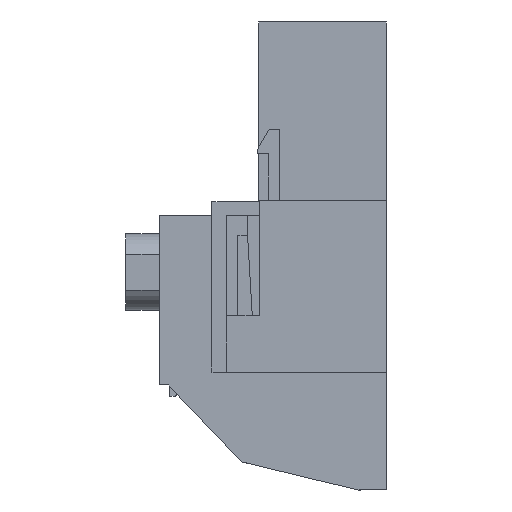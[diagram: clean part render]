
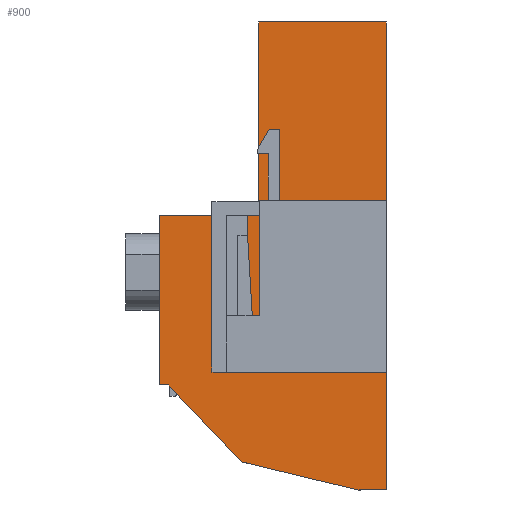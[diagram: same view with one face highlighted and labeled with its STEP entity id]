
A CAD part, left-side view. The second image highlights one B-rep face of the part: STEP entity #900.
In plain terms, the highlighted planar face has unit normal (-1, 0, 0).
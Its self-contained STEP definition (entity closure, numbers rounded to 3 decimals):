
#824=AXIS2_PLACEMENT_3D('Plane Axis2P3D',#821,#822,#823) ;
#180=CARTESIAN_POINT('Vertex',(7.62,0.,0.)) ;
#183=CARTESIAN_POINT('Line Origine',(7.62,1.25,0.)) ;
#187=CARTESIAN_POINT('Vertex',(7.62,2.5,0.)) ;
#348=CARTESIAN_POINT('Line Origine',(7.62,7.675,1.25)) ;
#352=CARTESIAN_POINT('Vertex',(7.62,12.85,2.5)) ;
#513=CARTESIAN_POINT('Vertex',(7.62,0.,41.45)) ;
#516=CARTESIAN_POINT('Line Origine',(7.62,0.,33.55)) ;
#520=CARTESIAN_POINT('Vertex',(7.62,0.,25.65)) ;
#527=CARTESIAN_POINT('Vertex',(7.62,0.,12.13)) ;
#530=CARTESIAN_POINT('Line Origine',(7.62,0.,6.065)) ;
#821=CARTESIAN_POINT('Axis2P3D Location',(7.62,0.,41.45)) ;
#826=CARTESIAN_POINT('Line Origine',(7.62,5.625,12.13)) ;
#830=CARTESIAN_POINT('Vertex',(7.62,11.25,12.13)) ;
#833=CARTESIAN_POINT('Line Origine',(7.62,11.25,18.89)) ;
#837=CARTESIAN_POINT('Vertex',(7.62,11.25,25.65)) ;
#840=CARTESIAN_POINT('Line Origine',(7.62,5.625,25.65)) ;
#845=CARTESIAN_POINT('Line Origine',(7.62,5.65,41.45)) ;
#849=CARTESIAN_POINT('Vertex',(7.62,11.3,41.45)) ;
#852=CARTESIAN_POINT('Line Origine',(7.62,11.3,32.875)) ;
#856=CARTESIAN_POINT('Vertex',(7.62,11.3,24.3)) ;
#859=CARTESIAN_POINT('Line Origine',(7.62,15.7,24.3)) ;
#863=CARTESIAN_POINT('Vertex',(7.62,20.1,24.3)) ;
#866=CARTESIAN_POINT('Line Origine',(7.62,20.1,16.8)) ;
#870=CARTESIAN_POINT('Vertex',(7.62,20.1,9.3)) ;
#873=CARTESIAN_POINT('Line Origine',(7.62,19.7,9.3)) ;
#877=CARTESIAN_POINT('Vertex',(7.62,19.3,9.3)) ;
#880=CARTESIAN_POINT('Line Origine',(7.62,16.075,5.9)) ;
#184=DIRECTION('Vector Direction',(0.,-1.,0.)) ;
#349=DIRECTION('Vector Direction',(0.,-0.972,-0.235)) ;
#517=DIRECTION('Vector Direction',(0.,0.,-1.)) ;
#531=DIRECTION('Vector Direction',(0.,0.,-1.)) ;
#822=DIRECTION('Axis2P3D Direction',(1.,0.,0.)) ;
#823=DIRECTION('Axis2P3D XDirection',(0.,0.,-1.)) ;
#827=DIRECTION('Vector Direction',(0.,-1.,0.)) ;
#834=DIRECTION('Vector Direction',(0.,0.,-1.)) ;
#841=DIRECTION('Vector Direction',(0.,1.,0.)) ;
#846=DIRECTION('Vector Direction',(0.,-1.,0.)) ;
#853=DIRECTION('Vector Direction',(0.,0.,-1.)) ;
#860=DIRECTION('Vector Direction',(0.,-1.,0.)) ;
#867=DIRECTION('Vector Direction',(0.,0.,-1.)) ;
#874=DIRECTION('Vector Direction',(0.,-1.,0.)) ;
#881=DIRECTION('Vector Direction',(0.,-0.688,-0.726)) ;
#185=VECTOR('Line Direction',#184,1.) ;
#350=VECTOR('Line Direction',#349,1.) ;
#518=VECTOR('Line Direction',#517,1.) ;
#532=VECTOR('Line Direction',#531,1.) ;
#828=VECTOR('Line Direction',#827,1.) ;
#835=VECTOR('Line Direction',#834,1.) ;
#842=VECTOR('Line Direction',#841,1.) ;
#847=VECTOR('Line Direction',#846,1.) ;
#854=VECTOR('Line Direction',#853,1.) ;
#861=VECTOR('Line Direction',#860,1.) ;
#868=VECTOR('Line Direction',#867,1.) ;
#875=VECTOR('Line Direction',#874,1.) ;
#882=VECTOR('Line Direction',#881,1.) ;
#886=ORIENTED_EDGE('',*,*,#832,.F.) ;
#887=ORIENTED_EDGE('',*,*,#839,.F.) ;
#888=ORIENTED_EDGE('',*,*,#844,.F.) ;
#889=ORIENTED_EDGE('',*,*,#522,.F.) ;
#890=ORIENTED_EDGE('',*,*,#851,.F.) ;
#891=ORIENTED_EDGE('',*,*,#858,.T.) ;
#892=ORIENTED_EDGE('',*,*,#865,.F.) ;
#893=ORIENTED_EDGE('',*,*,#872,.F.) ;
#894=ORIENTED_EDGE('',*,*,#879,.F.) ;
#895=ORIENTED_EDGE('',*,*,#884,.F.) ;
#896=ORIENTED_EDGE('',*,*,#354,.F.) ;
#897=ORIENTED_EDGE('',*,*,#189,.F.) ;
#898=ORIENTED_EDGE('',*,*,#534,.F.) ;
#900=ADVANCED_FACE('HOUSING',(#899),#825,.F.) ;
#189=EDGE_CURVE('',#181,#188,#186,.F.) ;
#354=EDGE_CURVE('',#188,#353,#351,.F.) ;
#522=EDGE_CURVE('',#514,#521,#519,.T.) ;
#534=EDGE_CURVE('',#528,#181,#533,.T.) ;
#832=EDGE_CURVE('',#831,#528,#829,.T.) ;
#839=EDGE_CURVE('',#838,#831,#836,.T.) ;
#844=EDGE_CURVE('',#521,#838,#843,.T.) ;
#851=EDGE_CURVE('',#850,#514,#848,.T.) ;
#858=EDGE_CURVE('',#850,#857,#855,.T.) ;
#865=EDGE_CURVE('',#864,#857,#862,.T.) ;
#872=EDGE_CURVE('',#871,#864,#869,.F.) ;
#879=EDGE_CURVE('',#878,#871,#876,.F.) ;
#884=EDGE_CURVE('',#353,#878,#883,.F.) ;
#885=EDGE_LOOP('',(#886,#887,#888,#889,#890,#891,#892,#893,#894,#895,#896,#897,#898)) ;
#899=FACE_OUTER_BOUND('',#885,.T.) ;
#186=LINE('Line',#183,#185) ;
#351=LINE('Line',#348,#350) ;
#519=LINE('Line',#516,#518) ;
#533=LINE('Line',#530,#532) ;
#829=LINE('Line',#826,#828) ;
#836=LINE('Line',#833,#835) ;
#843=LINE('Line',#840,#842) ;
#848=LINE('Line',#845,#847) ;
#855=LINE('Line',#852,#854) ;
#862=LINE('Line',#859,#861) ;
#869=LINE('Line',#866,#868) ;
#876=LINE('Line',#873,#875) ;
#883=LINE('Line',#880,#882) ;
#825=PLANE('',#824) ;
#181=VERTEX_POINT('',#180) ;
#188=VERTEX_POINT('',#187) ;
#353=VERTEX_POINT('',#352) ;
#514=VERTEX_POINT('',#513) ;
#521=VERTEX_POINT('',#520) ;
#528=VERTEX_POINT('',#527) ;
#831=VERTEX_POINT('',#830) ;
#838=VERTEX_POINT('',#837) ;
#850=VERTEX_POINT('',#849) ;
#857=VERTEX_POINT('',#856) ;
#864=VERTEX_POINT('',#863) ;
#871=VERTEX_POINT('',#870) ;
#878=VERTEX_POINT('',#877) ;
